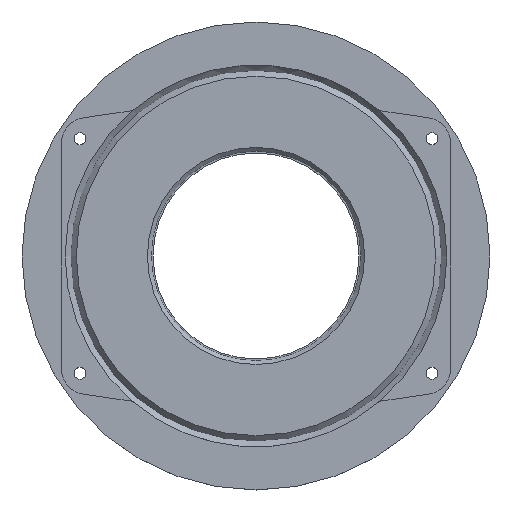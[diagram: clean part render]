
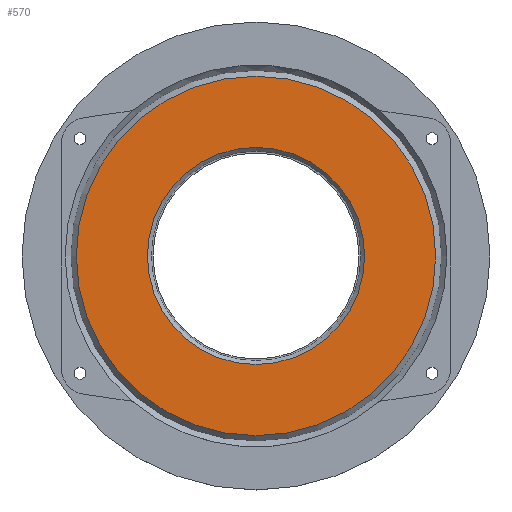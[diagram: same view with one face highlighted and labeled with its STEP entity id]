
A CAD part, top view. The second image highlights one B-rep face of the part: STEP entity #570.
In plain terms, the highlighted planar face has unit normal (0, 0, 1).
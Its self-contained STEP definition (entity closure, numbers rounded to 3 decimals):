
#22=FACE_BOUND('',#147,.T.);
#53=CIRCLE('',#648,48.);
#54=CIRCLE('',#650,29.);
#106=FACE_OUTER_BOUND('',#146,.T.);
#146=EDGE_LOOP('',(#447));
#147=EDGE_LOOP('',(#448));
#280=VERTEX_POINT('',#960);
#281=VERTEX_POINT('',#964);
#342=EDGE_CURVE('',#280,#280,#53,.T.);
#344=EDGE_CURVE('',#281,#281,#54,.T.);
#447=ORIENTED_EDGE('',*,*,#342,.F.);
#448=ORIENTED_EDGE('',*,*,#344,.T.);
#545=PLANE('',#649);
#570=ADVANCED_FACE('',(#106,#22),#545,.T.);
#648=AXIS2_PLACEMENT_3D('',#961,#778,#779);
#649=AXIS2_PLACEMENT_3D('',#963,#781,#782);
#650=AXIS2_PLACEMENT_3D('',#965,#783,#784);
#778=DIRECTION('center_axis',(0.,0.,-1.));
#779=DIRECTION('ref_axis',(1.,0.,0.));
#781=DIRECTION('center_axis',(0.,0.,1.));
#782=DIRECTION('ref_axis',(1.,0.,0.));
#783=DIRECTION('center_axis',(0.,0.,-1.));
#784=DIRECTION('ref_axis',(-1.,0.,0.));
#960=CARTESIAN_POINT('',(48.,0.,7.));
#961=CARTESIAN_POINT('Origin',(0.,0.,7.));
#963=CARTESIAN_POINT('Origin',(-1.25,0.,7.));
#964=CARTESIAN_POINT('',(-29.,0.,7.));
#965=CARTESIAN_POINT('Origin',(0.,0.,7.));
